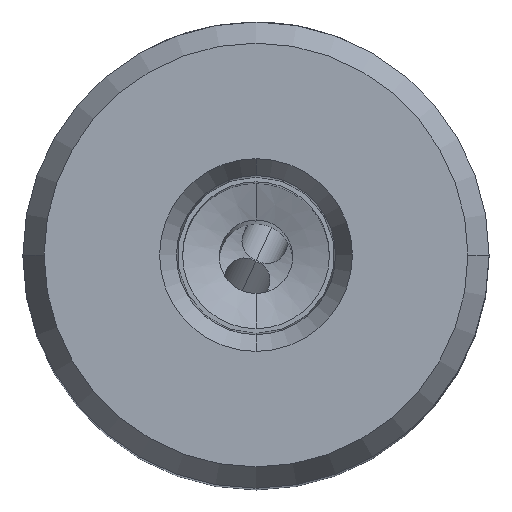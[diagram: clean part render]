
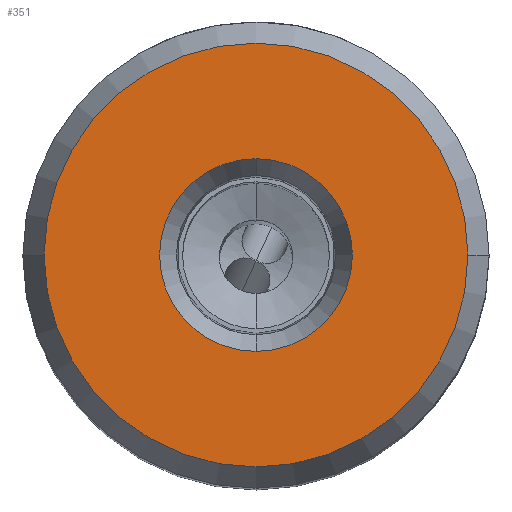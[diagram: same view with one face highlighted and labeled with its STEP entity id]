
A CAD part, top view. The second image highlights one B-rep face of the part: STEP entity #351.
In plain terms, the highlighted planar face has unit normal (0, 0, 1).
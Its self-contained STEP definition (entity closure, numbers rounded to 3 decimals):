
#120=FACE_BOUND('',#658,.T.);
#121=FACE_BOUND('',#659,.T.);
#134=PLANE('',#2928);
#351=ADVANCED_FACE('',(#120,#121),#134,.T.);
#658=EDGE_LOOP('',(#1176,#1177));
#659=EDGE_LOOP('',(#1178,#1179));
#1176=ORIENTED_EDGE('',*,*,#2345,.T.);
#1177=ORIENTED_EDGE('',*,*,#2346,.T.);
#1178=ORIENTED_EDGE('',*,*,#2347,.T.);
#1179=ORIENTED_EDGE('',*,*,#2348,.T.);
#2023=VERTEX_POINT('',#4554);
#2024=VERTEX_POINT('',#4556);
#2025=VERTEX_POINT('',#4562);
#2026=VERTEX_POINT('',#4563);
#2345=EDGE_CURVE('',#2023,#2024,#2733,.T.);
#2346=EDGE_CURVE('',#2024,#2023,#2734,.T.);
#2347=EDGE_CURVE('',#2025,#2026,#2735,.T.);
#2348=EDGE_CURVE('',#2026,#2025,#2736,.T.);
#2733=CIRCLE('',#2922,5.25);
#2734=CIRCLE('',#2924,5.25);
#2735=CIRCLE('',#2926,11.545);
#2736=CIRCLE('',#2927,11.545);
#2922=AXIS2_PLACEMENT_3D('',#4557,#3199,#3200);
#2924=AXIS2_PLACEMENT_3D('',#4559,#3203,#3204);
#2926=AXIS2_PLACEMENT_3D('',#4561,#3207,#3208);
#2927=AXIS2_PLACEMENT_3D('',#4564,#3209,#3210);
#2928=AXIS2_PLACEMENT_3D('',#4565,#3211,#3212);
#3199=DIRECTION('',(0.,0.,-1.));
#3200=DIRECTION('',(0.,-1.,0.));
#3203=DIRECTION('',(0.,0.,-1.));
#3204=DIRECTION('',(0.,1.,0.));
#3207=DIRECTION('',(0.,0.,1.));
#3208=DIRECTION('',(-1.,0.,0.));
#3209=DIRECTION('',(0.,0.,1.));
#3210=DIRECTION('',(1.,0.,0.));
#3211=DIRECTION('',(0.,0.,1.));
#3212=DIRECTION('',(-1.,0.,0.));
#4554=CARTESIAN_POINT('',(0.,-5.25,57.2));
#4556=CARTESIAN_POINT('',(0.,5.25,57.2));
#4557=CARTESIAN_POINT('',(0.,0.,57.2));
#4559=CARTESIAN_POINT('',(0.,0.,57.2));
#4561=CARTESIAN_POINT('',(0.,0.,57.2));
#4562=CARTESIAN_POINT('',(-11.545,0.,57.2));
#4563=CARTESIAN_POINT('',(11.545,0.,57.2));
#4564=CARTESIAN_POINT('',(0.,0.,57.2));
#4565=CARTESIAN_POINT('',(0.,0.,57.2));
